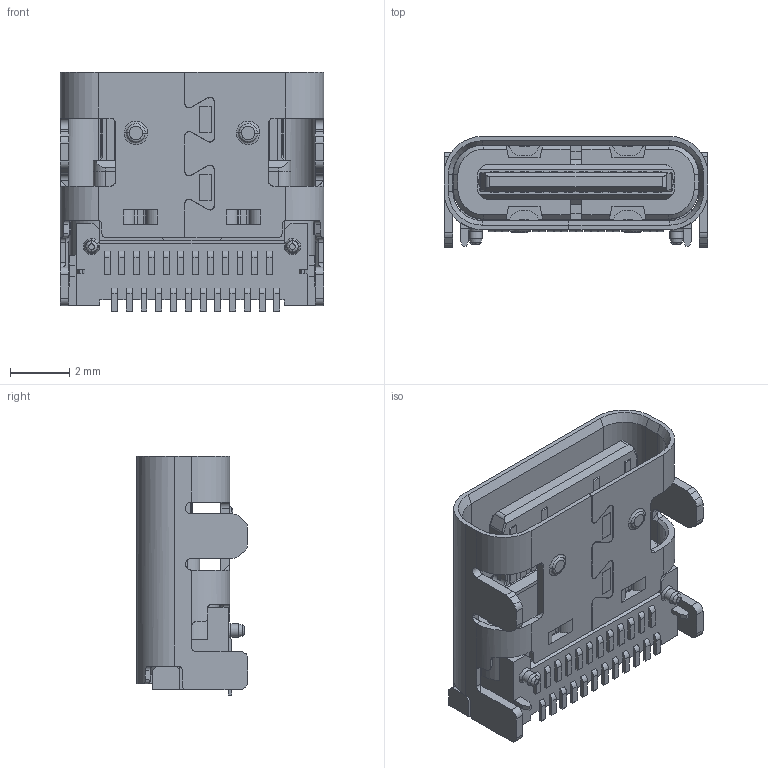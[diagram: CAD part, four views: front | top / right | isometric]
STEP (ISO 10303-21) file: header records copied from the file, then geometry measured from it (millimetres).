
FILE_DESCRIPTION(/* description */ ('STEP AP214'),/* implementation_level */ '2;1');
FILE_NAME(/* name */ 'USB4080-03-A',/* time_stamp */ '2023-01-25T13:37:06+01:00',/* author */ ('License CC BY-ND 4.0'),/* organization */ ('CADENAS'),/* preprocessor_version */ 'ST-DEVELOPER v18.102',/* originating_system */ 'PARTsolutions',/* authorisation */ ' ');
FILE_SCHEMA (('AUTOMOTIVE_DESIGN {1 0 10303 214 3 1 1}'));
Length unit declared in the file: millimetre
Products named in the file (4): USB4080-03-A; USB4080-03-A_PART3; USB4080-03-A_PART2; USB4080-03-A_PART1
Assembly tree (3 placements, depth 2):
  USB4080-03-A
    USB4080-03-A_PART3
    USB4080-03-A_PART2
    USB4080-03-A_PART1
Bounding box: 8.94 x 3.76 x 8.1 mm (x, y, z)
Volume: 129.1 mm3; surface area: 566.8 mm2
Topology: 3 solids, 9 shells, 1075 faces, 2933 edges, 1894 vertices
Faces by surface type: plane 687, cylinder 281, bspline 76, cone 31
Full cylindrical faces by diameter (mm): 0.45 x3
Entity records: 39712 total; most frequent: CARTESIAN_POINT 8472, ORIENTED_EDGE 5830, DIRECTION 5461, EDGE_CURVE 2915, LINE 2075, VECTOR 2075, VERTEX_POINT 1888, AXIS2_PLACEMENT_3D 1693
